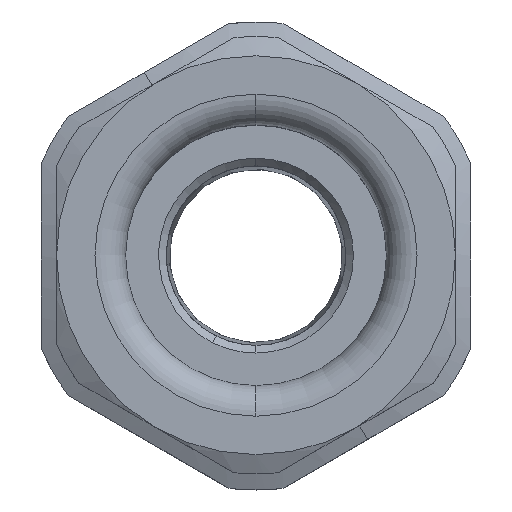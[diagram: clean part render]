
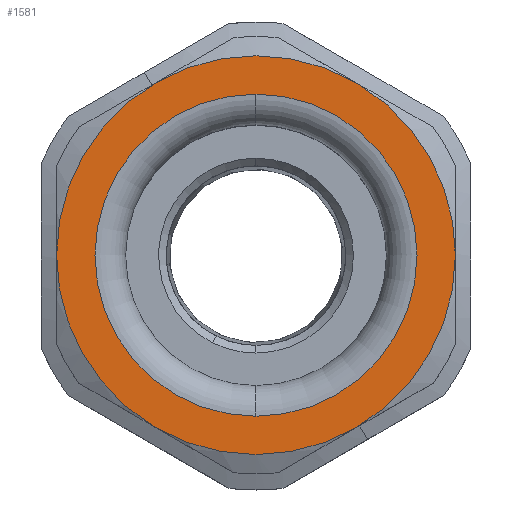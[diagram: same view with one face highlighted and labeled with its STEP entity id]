
A CAD part, top view. The second image highlights one B-rep face of the part: STEP entity #1581.
In plain terms, the highlighted planar face has unit normal (0, 0, 1).
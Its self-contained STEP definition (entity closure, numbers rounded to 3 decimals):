
#1346=AXIS2_PLACEMENT_3D('Circle Axis2P3D',#1344,#1345,$) ;
#1370=AXIS2_PLACEMENT_3D('Circle Axis2P3D',#1368,#1369,$) ;
#1509=AXIS2_PLACEMENT_3D('Plane Axis2P3D',#1506,#1507,#1508) ;
#1513=AXIS2_PLACEMENT_3D('Circle Axis2P3D',#1511,#1512,$) ;
#1522=AXIS2_PLACEMENT_3D('Circle Axis2P3D',#1520,#1521,$) ;
#1529=AXIS2_PLACEMENT_3D('Circle Axis2P3D',#1527,#1528,$) ;
#1536=AXIS2_PLACEMENT_3D('Circle Axis2P3D',#1534,#1535,$) ;
#1543=AXIS2_PLACEMENT_3D('Circle Axis2P3D',#1541,#1542,$) ;
#1550=AXIS2_PLACEMENT_3D('Circle Axis2P3D',#1548,#1549,$) ;
#1557=AXIS2_PLACEMENT_3D('Circle Axis2P3D',#1555,#1556,$) ;
#1564=AXIS2_PLACEMENT_3D('Circle Axis2P3D',#1562,#1563,$) ;
#1341=CARTESIAN_POINT('Vertex',(14.,4.75,54.25)) ;
#1344=CARTESIAN_POINT('Axis2P3D Location',(14.,15.25,54.25)) ;
#1348=CARTESIAN_POINT('Vertex',(14.,25.75,54.25)) ;
#1368=CARTESIAN_POINT('Axis2P3D Location',(14.,15.25,54.25)) ;
#1506=CARTESIAN_POINT('Axis2P3D Location',(14.,15.25,54.25)) ;
#1511=CARTESIAN_POINT('Axis2P3D Location',(14.,15.25,54.25)) ;
#1515=CARTESIAN_POINT('Vertex',(20.5,3.992,54.25)) ;
#1517=CARTESIAN_POINT('Vertex',(27.,15.25,54.25)) ;
#1520=CARTESIAN_POINT('Axis2P3D Location',(14.,15.25,54.25)) ;
#1524=CARTESIAN_POINT('Vertex',(20.764,26.352,54.25)) ;
#1527=CARTESIAN_POINT('Axis2P3D Location',(14.,15.25,54.25)) ;
#1531=CARTESIAN_POINT('Vertex',(20.5,26.508,54.25)) ;
#1534=CARTESIAN_POINT('Axis2P3D Location',(14.,15.25,54.25)) ;
#1538=CARTESIAN_POINT('Vertex',(7.5,26.508,54.25)) ;
#1541=CARTESIAN_POINT('Axis2P3D Location',(14.,15.25,54.25)) ;
#1545=CARTESIAN_POINT('Vertex',(1.,15.25,54.25)) ;
#1548=CARTESIAN_POINT('Axis2P3D Location',(14.,15.25,54.25)) ;
#1552=CARTESIAN_POINT('Vertex',(7.236,4.148,54.25)) ;
#1555=CARTESIAN_POINT('Axis2P3D Location',(14.,15.25,54.25)) ;
#1559=CARTESIAN_POINT('Vertex',(7.5,3.992,54.25)) ;
#1562=CARTESIAN_POINT('Axis2P3D Location',(14.,15.25,54.25)) ;
#1345=DIRECTION('Axis2P3D Direction',(0.,0.,-1.)) ;
#1369=DIRECTION('Axis2P3D Direction',(0.,0.,-1.)) ;
#1507=DIRECTION('Axis2P3D Direction',(0.,0.,-1.)) ;
#1508=DIRECTION('Axis2P3D XDirection',(0.,1.,0.)) ;
#1512=DIRECTION('Axis2P3D Direction',(0.,0.,-1.)) ;
#1521=DIRECTION('Axis2P3D Direction',(0.,0.,-1.)) ;
#1528=DIRECTION('Axis2P3D Direction',(0.,0.,-1.)) ;
#1535=DIRECTION('Axis2P3D Direction',(0.,0.,-1.)) ;
#1542=DIRECTION('Axis2P3D Direction',(0.,0.,-1.)) ;
#1549=DIRECTION('Axis2P3D Direction',(0.,0.,-1.)) ;
#1556=DIRECTION('Axis2P3D Direction',(0.,0.,-1.)) ;
#1563=DIRECTION('Axis2P3D Direction',(0.,0.,-1.)) ;
#1568=ORIENTED_EDGE('',*,*,#1519,.T.) ;
#1569=ORIENTED_EDGE('',*,*,#1526,.T.) ;
#1570=ORIENTED_EDGE('',*,*,#1533,.T.) ;
#1571=ORIENTED_EDGE('',*,*,#1540,.T.) ;
#1572=ORIENTED_EDGE('',*,*,#1547,.T.) ;
#1573=ORIENTED_EDGE('',*,*,#1554,.T.) ;
#1574=ORIENTED_EDGE('',*,*,#1561,.T.) ;
#1575=ORIENTED_EDGE('',*,*,#1566,.T.) ;
#1578=ORIENTED_EDGE('',*,*,#1372,.F.) ;
#1579=ORIENTED_EDGE('',*,*,#1350,.F.) ;
#1580=FACE_BOUND('',#1577,.T.) ;
#1581=ADVANCED_FACE('Part4.1\\Koerper.2',(#1576,#1580),#1510,.F.) ;
#1347=CIRCLE('generated circle',#1346,10.5) ;
#1371=CIRCLE('generated circle',#1370,10.5) ;
#1514=CIRCLE('generated circle',#1513,13.) ;
#1523=CIRCLE('generated circle',#1522,13.) ;
#1530=CIRCLE('generated circle',#1529,13.) ;
#1537=CIRCLE('generated circle',#1536,13.) ;
#1544=CIRCLE('generated circle',#1543,13.) ;
#1551=CIRCLE('generated circle',#1550,13.) ;
#1558=CIRCLE('generated circle',#1557,13.) ;
#1565=CIRCLE('generated circle',#1564,13.) ;
#1350=EDGE_CURVE('',#1342,#1349,#1347,.F.) ;
#1372=EDGE_CURVE('',#1349,#1342,#1371,.F.) ;
#1519=EDGE_CURVE('',#1516,#1518,#1514,.F.) ;
#1526=EDGE_CURVE('',#1518,#1525,#1523,.F.) ;
#1533=EDGE_CURVE('',#1525,#1532,#1530,.F.) ;
#1540=EDGE_CURVE('',#1532,#1539,#1537,.F.) ;
#1547=EDGE_CURVE('',#1539,#1546,#1544,.F.) ;
#1554=EDGE_CURVE('',#1546,#1553,#1551,.F.) ;
#1561=EDGE_CURVE('',#1553,#1560,#1558,.F.) ;
#1566=EDGE_CURVE('',#1560,#1516,#1565,.F.) ;
#1567=EDGE_LOOP('',(#1568,#1569,#1570,#1571,#1572,#1573,#1574,#1575)) ;
#1577=EDGE_LOOP('',(#1578,#1579)) ;
#1576=FACE_OUTER_BOUND('',#1567,.T.) ;
#1510=PLANE('',#1509) ;
#1342=VERTEX_POINT('',#1341) ;
#1349=VERTEX_POINT('',#1348) ;
#1516=VERTEX_POINT('',#1515) ;
#1518=VERTEX_POINT('',#1517) ;
#1525=VERTEX_POINT('',#1524) ;
#1532=VERTEX_POINT('',#1531) ;
#1539=VERTEX_POINT('',#1538) ;
#1546=VERTEX_POINT('',#1545) ;
#1553=VERTEX_POINT('',#1552) ;
#1560=VERTEX_POINT('',#1559) ;
